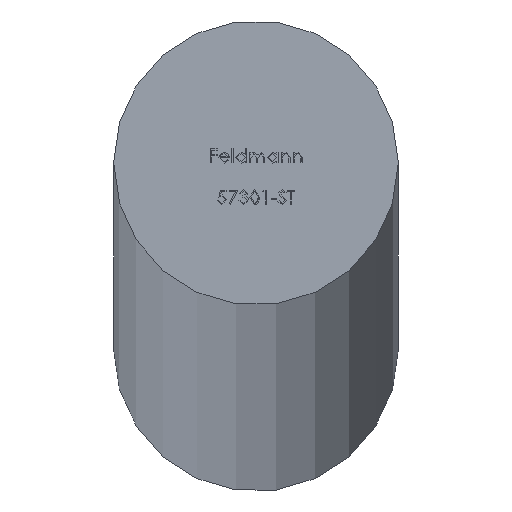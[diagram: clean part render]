
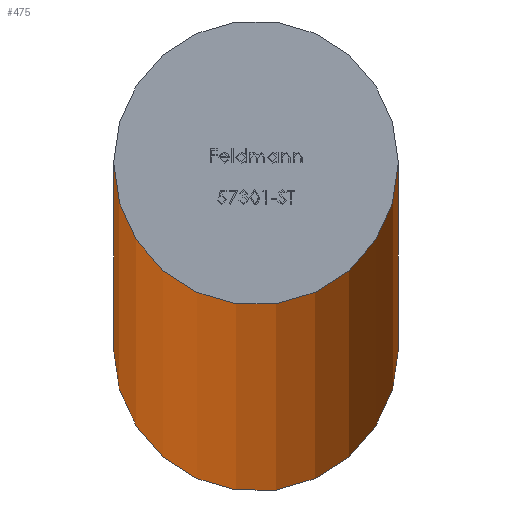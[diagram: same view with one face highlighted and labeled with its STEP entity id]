
A CAD part, top view. The second image highlights one B-rep face of the part: STEP entity #475.
In plain terms, the highlighted cylindrical face has radius 8 mm (diameter 16 mm), a partial arc.
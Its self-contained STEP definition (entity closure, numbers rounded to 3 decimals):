
#475 = ADVANCED_FACE ( 'NONE', ( #5479 ), #8359, .T. ) ;
#685 = LINE ( 'NONE', #11300, #4089 ) ;
#910 = ORIENTED_EDGE ( 'NONE', *, *, #10146, .F. ) ;
#2541 = VERTEX_POINT ( 'NONE', #3541 ) ;
#2610 = DIRECTION ( 'NONE',  ( 0., 0., 1. ) ) ;
#2915 = EDGE_LOOP ( 'NONE', ( #4802, #7034, #10901, #910 ) ) ;
#3004 = CIRCLE ( 'NONE', #4921, 8. ) ;
#3347 = VERTEX_POINT ( 'NONE', #7493 ) ;
#3541 = CARTESIAN_POINT ( 'NONE',  ( -8., 0., -6000. ) ) ;
#3777 = VECTOR ( 'NONE', #6332, 1000. ) ;
#3993 = EDGE_CURVE ( 'NONE', #2541, #3347, #4747, .T. ) ;
#4089 = VECTOR ( 'NONE', #2610, 1000. ) ;
#4368 = CARTESIAN_POINT ( 'NONE',  ( -8., 0., 0. ) ) ;
#4747 = CIRCLE ( 'NONE', #5726, 8. ) ;
#4802 = ORIENTED_EDGE ( 'NONE', *, *, #7262, .F. ) ;
#4921 = AXIS2_PLACEMENT_3D ( 'NONE', #5057, #7819, #6064 ) ;
#4927 = CARTESIAN_POINT ( 'NONE',  ( 0., 0., -6000. ) ) ;
#5057 = CARTESIAN_POINT ( 'NONE',  ( 0., 0., 0. ) ) ;
#5317 = CARTESIAN_POINT ( 'NONE',  ( 0., 0., -6000. ) ) ;
#5396 = DIRECTION ( 'NONE',  ( 0., 0., 1. ) ) ;
#5479 = FACE_OUTER_BOUND ( 'NONE', #2915, .T. ) ;
#5726 = AXIS2_PLACEMENT_3D ( 'NONE', #5317, #5396, #6358 ) ;
#5932 = CARTESIAN_POINT ( 'NONE',  ( 8., 0., 0. ) ) ;
#6064 = DIRECTION ( 'NONE',  ( 1., 0., 0. ) ) ;
#6150 = VERTEX_POINT ( 'NONE', #4368 ) ;
#6332 = DIRECTION ( 'NONE',  ( 0., 0., 1. ) ) ;
#6358 = DIRECTION ( 'NONE',  ( 1., 0., 0. ) ) ;
#6703 = DIRECTION ( 'NONE',  ( 0., 0., 1. ) ) ;
#6910 = VERTEX_POINT ( 'NONE', #5932 ) ;
#6923 = LINE ( 'NONE', #8836, #3777 ) ;
#7034 = ORIENTED_EDGE ( 'NONE', *, *, #3993, .T. ) ;
#7262 = EDGE_CURVE ( 'NONE', #2541, #6150, #6923, .T. ) ;
#7493 = CARTESIAN_POINT ( 'NONE',  ( 8., 0., -6000. ) ) ;
#7819 = DIRECTION ( 'NONE',  ( 0., 0., 1. ) ) ;
#8359 = CYLINDRICAL_SURFACE ( 'NONE', #10885, 8. ) ;
#8664 = DIRECTION ( 'NONE',  ( 1., 0., 0. ) ) ;
#8836 = CARTESIAN_POINT ( 'NONE',  ( -8., 0., -6000. ) ) ;
#10146 = EDGE_CURVE ( 'NONE', #6150, #6910, #3004, .T. ) ;
#10306 = EDGE_CURVE ( 'NONE', #3347, #6910, #685, .T. ) ;
#10885 = AXIS2_PLACEMENT_3D ( 'NONE', #4927, #6703, #8664 ) ;
#10901 = ORIENTED_EDGE ( 'NONE', *, *, #10306, .T. ) ;
#11300 = CARTESIAN_POINT ( 'NONE',  ( 8., 0., -6000. ) ) ;
